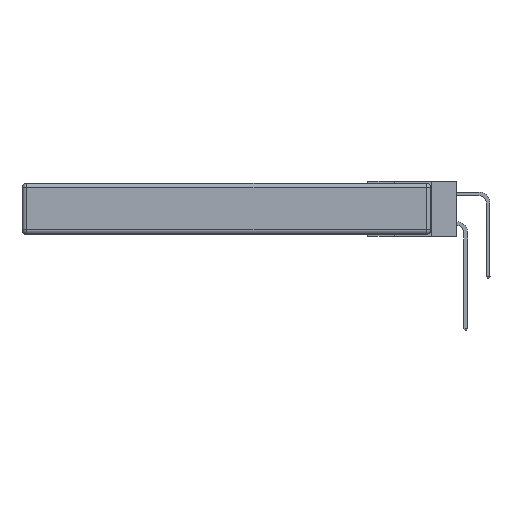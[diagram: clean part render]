
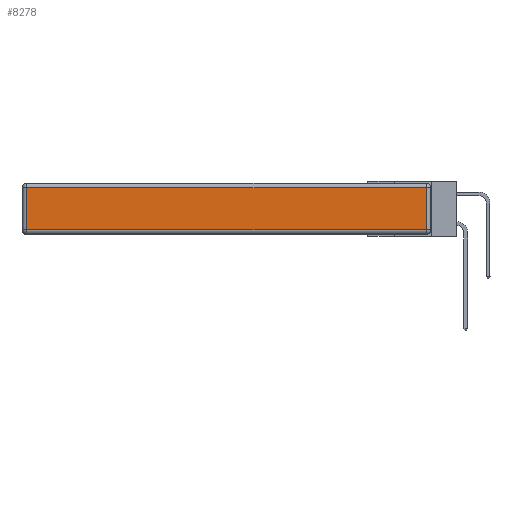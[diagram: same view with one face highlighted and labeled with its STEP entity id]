
A CAD part, left-side view. The second image highlights one B-rep face of the part: STEP entity #8278.
In plain terms, the highlighted planar face has unit normal (-1, 0, 0).
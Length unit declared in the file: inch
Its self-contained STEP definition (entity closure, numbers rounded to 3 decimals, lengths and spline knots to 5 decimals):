
#497 = CARTESIAN_POINT ( 'NONE',  ( 0., 2.72, -0.313 ) ) ;
#504 = DIRECTION ( 'NONE',  ( 0., 1., 0. ) ) ;
#1775 = VERTEX_POINT ( 'NONE', #1844 ) ;
#1844 = CARTESIAN_POINT ( 'NONE',  ( 0., 0.03, -0.03 ) ) ;
#1873 = VECTOR ( 'NONE', #10121, 39.37008 ) ;
#2137 = CARTESIAN_POINT ( 'NONE',  ( 0., 2.72, -0.343 ) ) ;
#3585 = DIRECTION ( 'NONE',  ( -1., 0., 0. ) ) ;
#4908 = LINE ( 'NONE', #19214, #5189 ) ;
#5189 = VECTOR ( 'NONE', #504, 39.37008 ) ;
#5333 = PLANE ( 'NONE',  #18588 ) ;
#5595 = EDGE_CURVE ( 'NONE', #6289, #1775, #15649, .T. ) ;
#5835 = VECTOR ( 'NONE', #9097, 39.37008 ) ;
#6289 = VERTEX_POINT ( 'NONE', #10554 ) ;
#6590 = EDGE_CURVE ( 'NONE', #1775, #7476, #4908, .T. ) ;
#7476 = VERTEX_POINT ( 'NONE', #7683 ) ;
#7683 = CARTESIAN_POINT ( 'NONE',  ( 0., 2.72, -0.03 ) ) ;
#8236 = EDGE_LOOP ( 'NONE', ( #11605, #8525, #20277, #20606 ) ) ;
#8278 = ADVANCED_FACE ( 'NONE', ( #20537 ), #5333, .T. ) ;
#8371 = LINE ( 'NONE', #11495, #1873 ) ;
#8525 = ORIENTED_EDGE ( 'NONE', *, *, #5595, .T. ) ;
#9097 = DIRECTION ( 'NONE',  ( 0., 0., -1. ) ) ;
#9819 = CARTESIAN_POINT ( 'NONE',  ( 0., 0.03, -0.343 ) ) ;
#10121 = DIRECTION ( 'NONE',  ( 0., -1., 0. ) ) ;
#10299 = EDGE_CURVE ( 'NONE', #18356, #6289, #8371, .T. ) ;
#10554 = CARTESIAN_POINT ( 'NONE',  ( 0., 0.03, -0.313 ) ) ;
#11495 = CARTESIAN_POINT ( 'NONE',  ( 0., 0., -0.313 ) ) ;
#11605 = ORIENTED_EDGE ( 'NONE', *, *, #10299, .T. ) ;
#13073 = DIRECTION ( 'NONE',  ( 0., 0., 1. ) ) ;
#13396 = LINE ( 'NONE', #2137, #5835 ) ;
#13413 = EDGE_CURVE ( 'NONE', #7476, #18356, #13396, .T. ) ;
#15612 = DIRECTION ( 'NONE',  ( 0., 0., 1. ) ) ;
#15649 = LINE ( 'NONE', #9819, #16190 ) ;
#16190 = VECTOR ( 'NONE', #13073, 39.37008 ) ;
#17325 = CARTESIAN_POINT ( 'NONE',  ( 0., 0., -0.343 ) ) ;
#18356 = VERTEX_POINT ( 'NONE', #497 ) ;
#18588 = AXIS2_PLACEMENT_3D ( 'NONE', #17325, #3585, #15612 ) ;
#19214 = CARTESIAN_POINT ( 'NONE',  ( 0., 2.75, -0.03 ) ) ;
#20277 = ORIENTED_EDGE ( 'NONE', *, *, #6590, .T. ) ;
#20537 = FACE_OUTER_BOUND ( 'NONE', #8236, .T. ) ;
#20606 = ORIENTED_EDGE ( 'NONE', *, *, #13413, .T. ) ;
